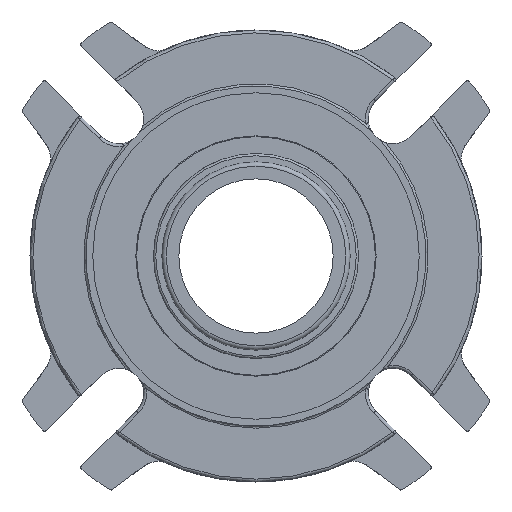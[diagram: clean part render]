
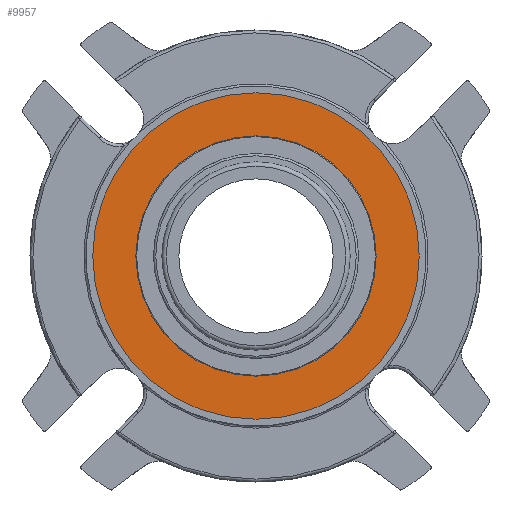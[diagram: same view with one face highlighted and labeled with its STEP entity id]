
A CAD part, front view. The second image highlights one B-rep face of the part: STEP entity #9957.
In plain terms, the highlighted planar face has unit normal (0, -1, 0).
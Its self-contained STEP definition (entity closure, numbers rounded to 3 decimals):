
#1439=PLANE('',#11163);
#4582=ORIENTED_EDGE('',*,*,#6055,.T.);
#4583=ORIENTED_EDGE('',*,*,#6056,.F.);
#6055=EDGE_CURVE('',#6977,#6977,#7617,.F.);
#6056=EDGE_CURVE('',#6978,#6978,#7618,.T.);
#6977=VERTEX_POINT('',#19629);
#6978=VERTEX_POINT('',#19631);
#7617=CIRCLE('',#11164,42.062);
#7618=CIRCLE('',#11165,57.15);
#8344=EDGE_LOOP('',(#4582));
#8345=EDGE_LOOP('',(#4583));
#9093=FACE_BOUND('',#8344,.T.);
#9094=FACE_BOUND('',#8345,.T.);
#9957=ADVANCED_FACE('',(#9093,#9094),#1439,.T.);
#11163=AXIS2_PLACEMENT_3D('',#19627,#14048,#14049);
#11164=AXIS2_PLACEMENT_3D('',#19628,#14050,#14051);
#11165=AXIS2_PLACEMENT_3D('',#19630,#14052,#14053);
#14048=DIRECTION('',(0.,-1.,0.));
#14049=DIRECTION('',(0.,0.,-1.));
#14050=DIRECTION('',(0.,-1.,0.));
#14051=DIRECTION('',(1.,0.,0.));
#14052=DIRECTION('',(0.,1.,0.));
#14053=DIRECTION('',(0.,0.,1.));
#19627=CARTESIAN_POINT('',(0.,3.886,57.15));
#19628=CARTESIAN_POINT('',(0.,3.886,0.));
#19629=CARTESIAN_POINT('',(42.062,3.886,0.));
#19630=CARTESIAN_POINT('',(0.,3.886,0.));
#19631=CARTESIAN_POINT('',(0.,3.886,57.15));
